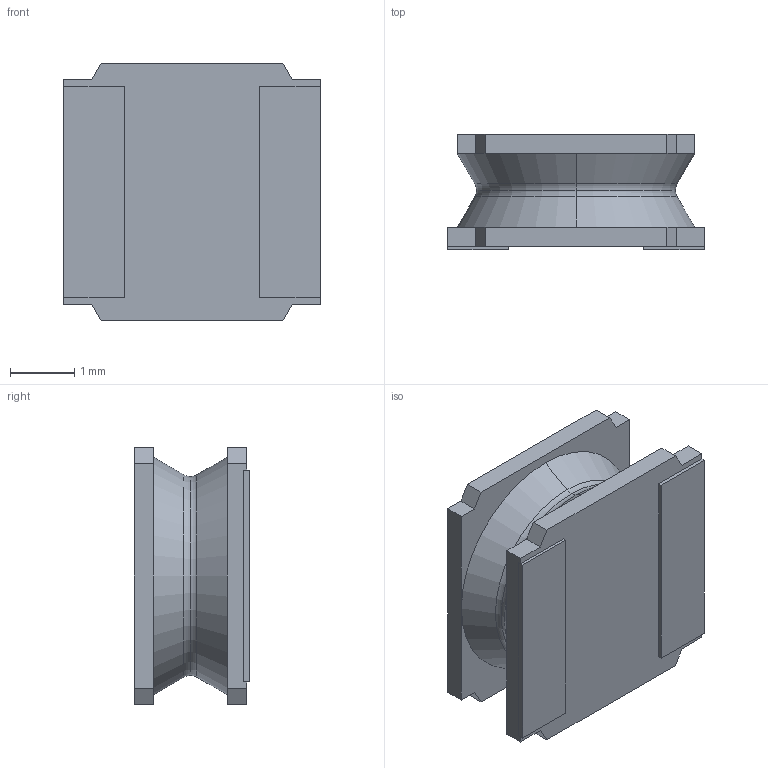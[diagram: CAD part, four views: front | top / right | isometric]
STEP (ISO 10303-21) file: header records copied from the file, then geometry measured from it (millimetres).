
FILE_DESCRIPTION (( 'STEP AP214' ), '1' );
FILE_NAME ('74404042331.STEP', '2019-04-03T00:37:12', ( '' ), ( '' ), 'SwSTEP 2.0', 'SolidWorks 2017', '' );
FILE_SCHEMA (( 'AUTOMOTIVE_DESIGN' ));
Length unit declared in the file: millimetre
Products named in the file (1): 74404042331
Bounding box: 4 x 1.8 x 4 mm (x, y, z)
Volume: 19.6 mm3; surface area: 75.8 mm2
Topology: 3 solids, 3 shells, 57 faces, 142 edges, 92 vertices
Faces by surface type: plane 49, torus 4, cone 4
Entity records: 1720 total; most frequent: CARTESIAN_POINT 292, ORIENTED_EDGE 284, DIRECTION 274, EDGE_CURVE 142, LINE 126, VECTOR 126, VERTEX_POINT 92, AXIS2_PLACEMENT_3D 74
